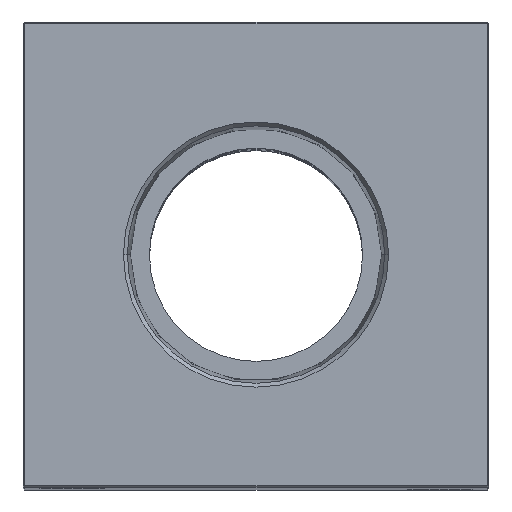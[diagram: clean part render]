
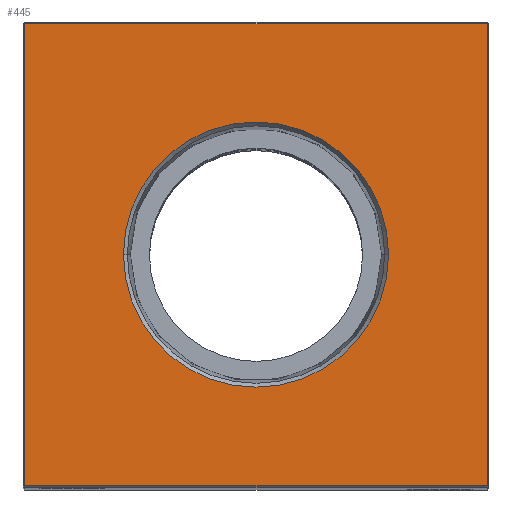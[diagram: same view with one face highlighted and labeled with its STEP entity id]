
A CAD part, top view. The second image highlights one B-rep face of the part: STEP entity #445.
In plain terms, the highlighted planar face has unit normal (0, 0, 1).
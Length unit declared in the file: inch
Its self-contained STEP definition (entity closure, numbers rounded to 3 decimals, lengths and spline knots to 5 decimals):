
#256 = AXIS2_PLACEMENT_3D ( 'NONE', #23031, #4532, #2371 ) ;
#445 = ADVANCED_FACE ( 'NONE', ( #19817, #17364 ), #7668, .F. ) ;
#664 = ORIENTED_EDGE ( 'NONE', *, *, #19131, .F. ) ;
#801 = EDGE_CURVE ( 'NONE', #21739, #10273, #3925, .T. ) ;
#988 = CARTESIAN_POINT ( 'NONE',  ( -1.49, 0., 10.5 ) ) ;
#1637 = ORIENTED_EDGE ( 'NONE', *, *, #15550, .T. ) ;
#2201 = VERTEX_POINT ( 'NONE', #14912 ) ;
#2371 = DIRECTION ( 'NONE',  ( 1., 0., 0. ) ) ;
#2822 = VERTEX_POINT ( 'NONE', #7517 ) ;
#3524 = EDGE_LOOP ( 'NONE', ( #11585, #664 ) ) ;
#3925 = LINE ( 'NONE', #22419, #25112 ) ;
#4393 = AXIS2_PLACEMENT_3D ( 'NONE', #19678, #17783, #22101 ) ;
#4532 = DIRECTION ( 'NONE',  ( 0., 0., 1. ) ) ;
#5309 = VECTOR ( 'NONE', #26389, 39.37008 ) ;
#5671 = VECTOR ( 'NONE', #9226, 39.37008 ) ;
#6366 = DIRECTION ( 'NONE',  ( 0., 1., 0. ) ) ;
#6719 = CIRCLE ( 'NONE', #9335, 0.85498 ) ;
#6946 = VECTOR ( 'NONE', #6366, 39.37008 ) ;
#7517 = CARTESIAN_POINT ( 'NONE',  ( -0.85498, 0., 10.5 ) ) ;
#7668 = PLANE ( 'NONE',  #4393 ) ;
#8889 = CARTESIAN_POINT ( 'NONE',  ( 0.85498, 0., 10.5 ) ) ;
#9226 = DIRECTION ( 'NONE',  ( 0., -1., 0. ) ) ;
#9319 = ORIENTED_EDGE ( 'NONE', *, *, #22410, .T. ) ;
#9335 = AXIS2_PLACEMENT_3D ( 'NONE', #12305, #24618, #10027 ) ;
#9764 = CIRCLE ( 'NONE', #256, 0.85498 ) ;
#10027 = DIRECTION ( 'NONE',  ( 1., 0., 0. ) ) ;
#10273 = VERTEX_POINT ( 'NONE', #24334 ) ;
#11585 = ORIENTED_EDGE ( 'NONE', *, *, #19812, .F. ) ;
#12305 = CARTESIAN_POINT ( 'NONE',  ( 0., 0., 10.5 ) ) ;
#14497 = EDGE_CURVE ( 'NONE', #10273, #2201, #16486, .T. ) ;
#14688 = VERTEX_POINT ( 'NONE', #8889 ) ;
#14837 = CARTESIAN_POINT ( 'NONE',  ( 0., 1.49, 10.5 ) ) ;
#14912 = CARTESIAN_POINT ( 'NONE',  ( 1.49, 1.49, 10.5 ) ) ;
#15550 = EDGE_CURVE ( 'NONE', #2201, #26612, #24496, .T. ) ;
#16486 = LINE ( 'NONE', #22702, #6946 ) ;
#16535 = CARTESIAN_POINT ( 'NONE',  ( -1.49, 1.49, 10.5 ) ) ;
#17364 = FACE_BOUND ( 'NONE', #3524, .T. ) ;
#17592 = LINE ( 'NONE', #988, #5671 ) ;
#17783 = DIRECTION ( 'NONE',  ( 0., 0., -1. ) ) ;
#18731 = ORIENTED_EDGE ( 'NONE', *, *, #14497, .T. ) ;
#18953 = ORIENTED_EDGE ( 'NONE', *, *, #801, .T. ) ;
#19131 = EDGE_CURVE ( 'NONE', #2822, #14688, #9764, .T. ) ;
#19678 = CARTESIAN_POINT ( 'NONE',  ( 0., 0., 10.5 ) ) ;
#19812 = EDGE_CURVE ( 'NONE', #14688, #2822, #6719, .T. ) ;
#19817 = FACE_OUTER_BOUND ( 'NONE', #24051, .T. ) ;
#21739 = VERTEX_POINT ( 'NONE', #22274 ) ;
#22101 = DIRECTION ( 'NONE',  ( -1., 0., 0. ) ) ;
#22274 = CARTESIAN_POINT ( 'NONE',  ( -1.49, -1.49, 10.5 ) ) ;
#22410 = EDGE_CURVE ( 'NONE', #26612, #21739, #17592, .T. ) ;
#22419 = CARTESIAN_POINT ( 'NONE',  ( 0., -1.49, 10.5 ) ) ;
#22702 = CARTESIAN_POINT ( 'NONE',  ( 1.49, 0., 10.5 ) ) ;
#22818 = DIRECTION ( 'NONE',  ( 1., 0., 0. ) ) ;
#23031 = CARTESIAN_POINT ( 'NONE',  ( 0., 0., 10.5 ) ) ;
#24051 = EDGE_LOOP ( 'NONE', ( #9319, #18953, #18731, #1637 ) ) ;
#24334 = CARTESIAN_POINT ( 'NONE',  ( 1.49, -1.49, 10.5 ) ) ;
#24496 = LINE ( 'NONE', #14837, #5309 ) ;
#24618 = DIRECTION ( 'NONE',  ( 0., 0., 1. ) ) ;
#25112 = VECTOR ( 'NONE', #22818, 39.37008 ) ;
#26389 = DIRECTION ( 'NONE',  ( -1., 0., 0. ) ) ;
#26612 = VERTEX_POINT ( 'NONE', #16535 ) ;
